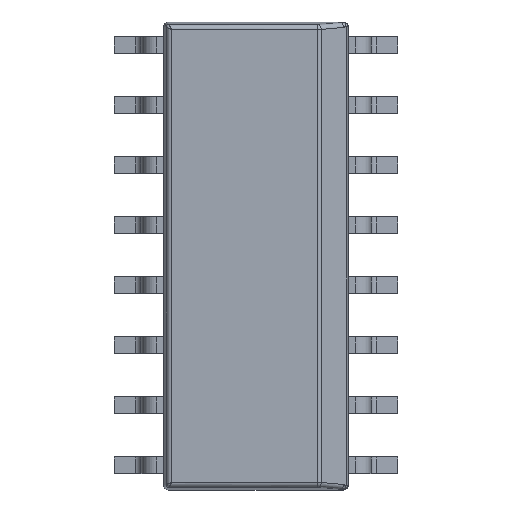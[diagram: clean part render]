
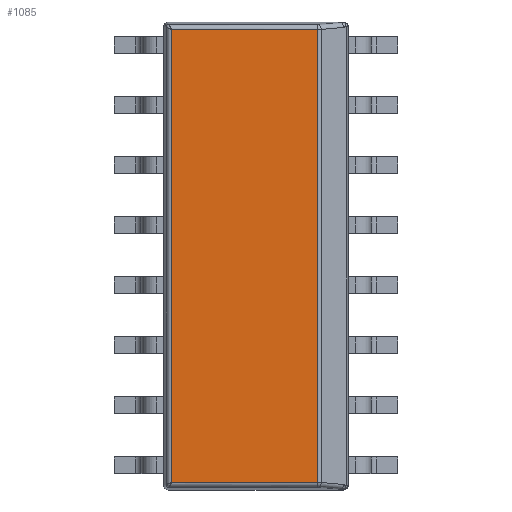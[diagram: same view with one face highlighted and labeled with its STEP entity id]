
A CAD part, top view. The second image highlights one B-rep face of the part: STEP entity #1085.
In plain terms, the highlighted planar face has unit normal (0, 0, 1).
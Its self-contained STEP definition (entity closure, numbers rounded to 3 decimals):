
#691 = VERTEX_POINT('',#692);
#692 = CARTESIAN_POINT('',(-1.793,-4.793,1.65));
#704 = EDGE_CURVE('',#691,#705,#707,.T.);
#705 = VERTEX_POINT('',#706);
#706 = CARTESIAN_POINT('',(-1.793,4.793,1.65));
#707 = LINE('',#708,#709);
#708 = CARTESIAN_POINT('',(-1.793,-4.85,1.65));
#709 = VECTOR('',#710,1.);
#710 = DIRECTION('',(0.,1.,0.));
#1085 = ADVANCED_FACE('',(#1086),#1111,.T.);
#1086 = FACE_BOUND('',#1087,.T.);
#1087 = EDGE_LOOP('',(#1088,#1096,#1104,#1110));
#1088 = ORIENTED_EDGE('',*,*,#1089,.F.);
#1089 = EDGE_CURVE('',#1090,#691,#1092,.T.);
#1090 = VERTEX_POINT('',#1091);
#1091 = CARTESIAN_POINT('',(1.309,-4.793,1.65));
#1092 = LINE('',#1093,#1094);
#1093 = CARTESIAN_POINT('',(1.35,-4.793,1.65));
#1094 = VECTOR('',#1095,1.);
#1095 = DIRECTION('',(-1.,0.,0.));
#1096 = ORIENTED_EDGE('',*,*,#1097,.T.);
#1097 = EDGE_CURVE('',#1090,#1098,#1100,.T.);
#1098 = VERTEX_POINT('',#1099);
#1099 = CARTESIAN_POINT('',(1.309,4.793,1.65));
#1100 = LINE('',#1101,#1102);
#1101 = CARTESIAN_POINT('',(1.309,-4.884,1.65));
#1102 = VECTOR('',#1103,1.);
#1103 = DIRECTION('',(0.,1.,0.));
#1104 = ORIENTED_EDGE('',*,*,#1105,.F.);
#1105 = EDGE_CURVE('',#705,#1098,#1106,.T.);
#1106 = LINE('',#1107,#1108);
#1107 = CARTESIAN_POINT('',(-1.85,4.793,1.65));
#1108 = VECTOR('',#1109,1.);
#1109 = DIRECTION('',(1.,0.,0.));
#1110 = ORIENTED_EDGE('',*,*,#704,.F.);
#1111 = PLANE('',#1112);
#1112 = AXIS2_PLACEMENT_3D('',#1113,#1114,#1115);
#1113 = CARTESIAN_POINT('',(0.,0.,1.65)
  );
#1114 = DIRECTION('',(0.,0.,1.));
#1115 = DIRECTION('',(1.,0.,0.));
